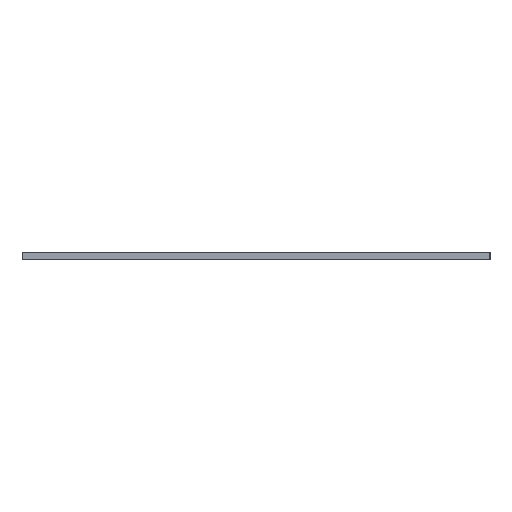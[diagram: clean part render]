
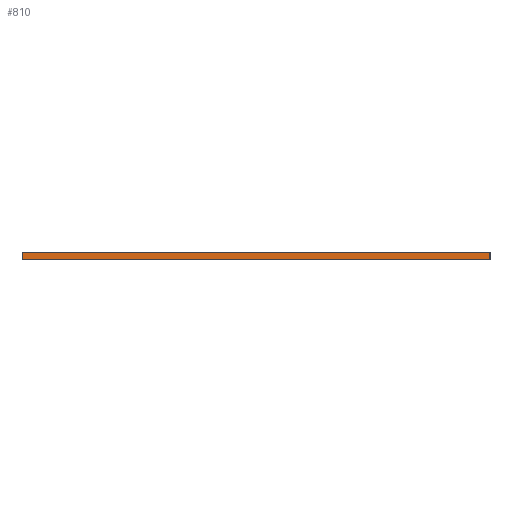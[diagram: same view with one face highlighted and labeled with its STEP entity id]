
A CAD part, left-side view. The second image highlights one B-rep face of the part: STEP entity #810.
In plain terms, the highlighted planar face has unit normal (-1, 0, 0).
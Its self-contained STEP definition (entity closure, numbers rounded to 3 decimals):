
#141 = LINE ( 'NONE', #150, #241 ) ;
#150 = CARTESIAN_POINT ( 'NONE',  ( -241.3, -66.25, 2. ) ) ;
#205 = DIRECTION ( 'NONE',  ( 0., 0., -1. ) ) ;
#241 = VECTOR ( 'NONE', #205, 1000. ) ;
#420 = DIRECTION ( 'NONE',  ( 0., 1., 0. ) ) ;
#421 = DIRECTION ( 'NONE',  ( 1., 0., 0. ) ) ;
#423 = PLANE ( 'NONE',  #931 ) ;
#424 = FACE_OUTER_BOUND ( 'NONE', #557, .T. ) ;
#445 = DIRECTION ( 'NONE',  ( 0., 0., -1. ) ) ;
#447 = CARTESIAN_POINT ( 'NONE',  ( -241.3, 66.25, 2. ) ) ;
#448 = DIRECTION ( 'NONE',  ( 0., -1., 0. ) ) ;
#452 = LINE ( 'NONE', #458, #933 ) ;
#453 = LINE ( 'NONE', #447, #898 ) ;
#458 = CARTESIAN_POINT ( 'NONE',  ( -241.3, 66.25, 2. ) ) ;
#464 = DIRECTION ( 'NONE',  ( 0., -1., 0. ) ) ;
#468 = LINE ( 'NONE', #472, #930 ) ;
#472 = CARTESIAN_POINT ( 'NONE',  ( -241.3, 66.25, 0. ) ) ;
#487 = CARTESIAN_POINT ( 'NONE',  ( -241.3, 66.25, 2. ) ) ;
#496 = CARTESIAN_POINT ( 'NONE',  ( -241.3, -66.25, 0. ) ) ;
#500 = CARTESIAN_POINT ( 'NONE',  ( -241.3, 66.25, 0. ) ) ;
#514 = CARTESIAN_POINT ( 'NONE',  ( -241.3, 66.25, 2. ) ) ;
#531 = CARTESIAN_POINT ( 'NONE',  ( -241.3, -66.25, 2. ) ) ;
#535 = VERTEX_POINT ( 'NONE', #531 ) ;
#557 = EDGE_LOOP ( 'NONE', ( #762, #757, #758, #759 ) ) ;
#611 = VERTEX_POINT ( 'NONE', #514 ) ;
#735 = VERTEX_POINT ( 'NONE', #500 ) ;
#742 = VERTEX_POINT ( 'NONE', #496 ) ;
#757 = ORIENTED_EDGE ( 'NONE', *, *, #859, .F. ) ;
#758 = ORIENTED_EDGE ( 'NONE', *, *, #799, .F. ) ;
#759 = ORIENTED_EDGE ( 'NONE', *, *, #800, .T. ) ;
#762 = ORIENTED_EDGE ( 'NONE', *, *, #782, .T. ) ;
#782 = EDGE_CURVE ( 'NONE', #735, #742, #468, .T. ) ;
#799 = EDGE_CURVE ( 'NONE', #611, #535, #452, .T. ) ;
#800 = EDGE_CURVE ( 'NONE', #611, #735, #453, .T. ) ;
#810 = ADVANCED_FACE ( 'NONE', ( #424 ), #423, .F. ) ;
#859 = EDGE_CURVE ( 'NONE', #535, #742, #141, .T. ) ;
#898 = VECTOR ( 'NONE', #445, 1000. ) ;
#930 = VECTOR ( 'NONE', #464, 1000. ) ;
#931 = AXIS2_PLACEMENT_3D ( 'NONE', #487, #421, #420 ) ;
#933 = VECTOR ( 'NONE', #448, 1000. ) ;
